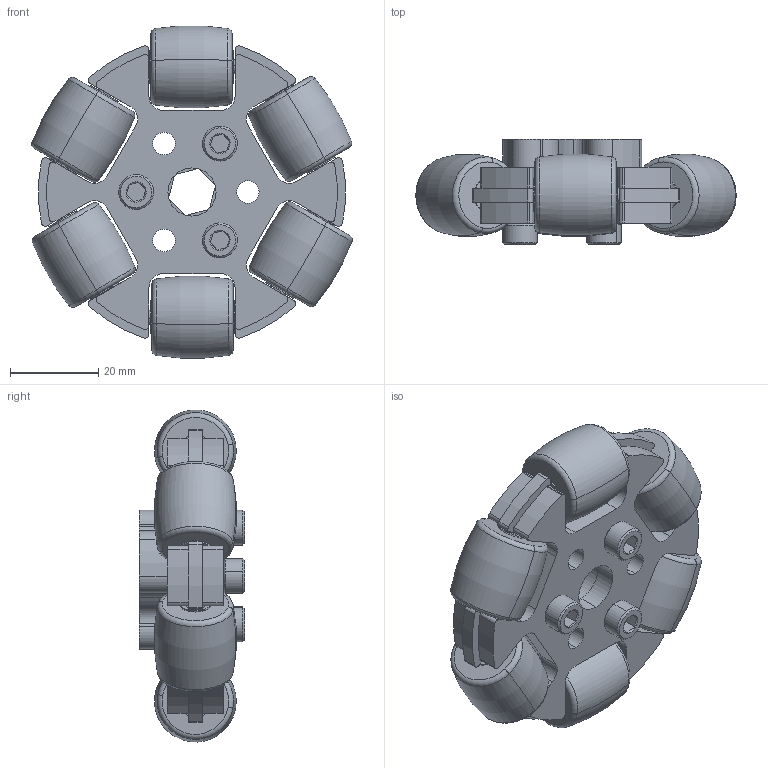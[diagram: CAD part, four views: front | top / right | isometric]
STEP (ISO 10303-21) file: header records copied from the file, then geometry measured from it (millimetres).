
FILE_DESCRIPTION (( 'STEP AP214' ), '1' );
FILE_NAME ('am-4967 3IN Aluminum Omni 375IN Hex Bore (Single).STEP', '2023-07-27T19:22:25', ( '' ), ( '' ), 'SwSTEP 2.0', 'SolidWorks 2022', '' );
FILE_SCHEMA (( 'AUTOMOTIVE_DESIGN' ));
Length unit declared in the file: inch
Products named in the file (9): am-4967_outer 3IN Aluminum Omni Wheel Outer Plate; 4 Omni Roller Crowned Assembly; 4in Crown Roller Rubber Omni; Bushing Omni; 10-32x750_shcs_90128A945; Axel Omni; am-4967 3IN Aluminum Omni 375IN Hex Bore (Single); am-4967_hub 3IN Aluminum Omni Wheel 375IN Hex Bore Hub; am-4967_inner 3IN Aluminum Omni Wheel Inner Plate
Assembly tree (17 placements, depth 3):
  am-4967 3IN Aluminum Omni 375IN Hex Bore (Single)
    am-4967_outer 3IN Aluminum Omni Wheel Outer Plate  x2
    am-4967_inner 3IN Aluminum Omni Wheel Inner Plate
    4 Omni Roller Crowned Assembly  x6
      4in Crown Roller Rubber Omni
      Bushing Omni
      Axel Omni
    am-4967_hub 3IN Aluminum Omni Wheel 375IN Hex Bore Hub
    10-32x750_shcs_90128A945  x3
Bounding box: 72.83 x 23.88 x 75.44 mm (x, y, z)
Volume: 53254.9 mm3; surface area: 34819.3 mm2
Topology: 31 solids, 31 shells, 1021 faces, 2655 edges, 1714 vertices
Faces by surface type: cylinder 632, plane 212, torus 132, cone 39, bspline 6
Entity records: 17707 total; most frequent: CARTESIAN_POINT 5541, ORIENTED_EDGE 2534, DIRECTION 2455, EDGE_CURVE 1267, AXIS2_PLACEMENT_3D 926, VERTEX_POINT 834, VECTOR 603, LINE 603
